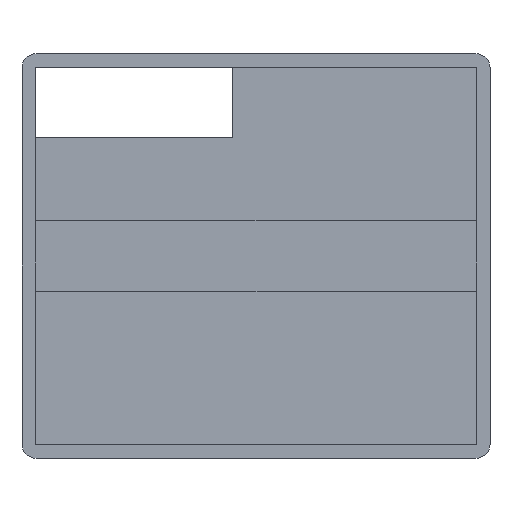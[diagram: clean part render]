
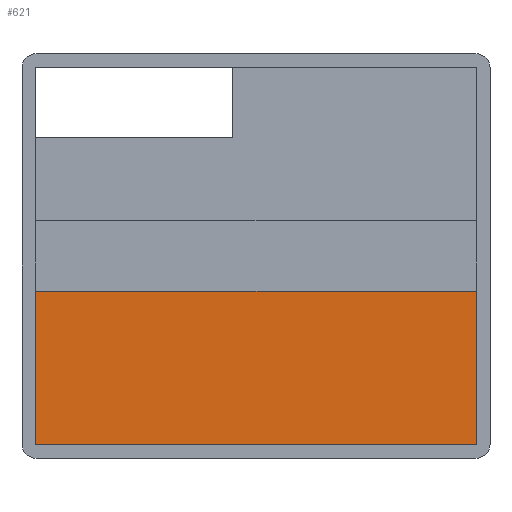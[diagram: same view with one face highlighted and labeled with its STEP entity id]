
A CAD part, top view. The second image highlights one B-rep face of the part: STEP entity #621.
In plain terms, the highlighted planar face has unit normal (0, 0, 1).
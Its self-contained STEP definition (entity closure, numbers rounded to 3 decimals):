
#61=FACE_OUTER_BOUND('',#96,.T.);
#96=EDGE_LOOP('',(#552,#553,#554,#555,#556,#557,#558,#559));
#97=LINE('',#842,#174);
#100=LINE('',#848,#177);
#103=LINE('',#854,#180);
#113=LINE('',#875,#190);
#120=LINE('',#888,#197);
#163=LINE('',#989,#240);
#164=LINE('',#992,#241);
#167=LINE('',#997,#244);
#174=VECTOR('',#681,10.);
#177=VECTOR('',#686,10.);
#180=VECTOR('',#691,10.);
#190=VECTOR('',#709,10.);
#197=VECTOR('',#718,10.);
#240=VECTOR('',#809,10.);
#241=VECTOR('',#812,10.);
#244=VECTOR('',#817,10.);
#251=VERTEX_POINT('',#840);
#252=VERTEX_POINT('',#841);
#254=VERTEX_POINT('',#847);
#256=VERTEX_POINT('',#853);
#263=VERTEX_POINT('',#874);
#268=VERTEX_POINT('',#886);
#302=VERTEX_POINT('',#987);
#303=VERTEX_POINT('',#991);
#305=EDGE_CURVE('',#251,#252,#97,.T.);
#308=EDGE_CURVE('',#254,#252,#100,.T.);
#311=EDGE_CURVE('',#254,#256,#103,.T.);
#321=EDGE_CURVE('',#263,#251,#113,.T.);
#328=EDGE_CURVE('',#256,#268,#120,.T.);
#379=EDGE_CURVE('',#268,#302,#163,.T.);
#380=EDGE_CURVE('',#302,#303,#164,.T.);
#383=EDGE_CURVE('',#303,#263,#167,.T.);
#552=ORIENTED_EDGE('',*,*,#321,.T.);
#553=ORIENTED_EDGE('',*,*,#305,.T.);
#554=ORIENTED_EDGE('',*,*,#308,.F.);
#555=ORIENTED_EDGE('',*,*,#311,.T.);
#556=ORIENTED_EDGE('',*,*,#328,.T.);
#557=ORIENTED_EDGE('',*,*,#379,.T.);
#558=ORIENTED_EDGE('',*,*,#380,.T.);
#559=ORIENTED_EDGE('',*,*,#383,.T.);
#588=PLANE('',#676);
#621=ADVANCED_FACE('',(#61),#588,.T.);
#676=AXIS2_PLACEMENT_3D('',#1010,#836,#837);
#681=DIRECTION('',(0.,1.,0.));
#686=DIRECTION('',(1.,0.,0.));
#691=DIRECTION('',(0.,-1.,0.));
#709=DIRECTION('',(-1.,0.,0.));
#718=DIRECTION('',(-1.,0.,0.));
#809=DIRECTION('',(0.,-1.,0.));
#812=DIRECTION('',(1.,0.,0.));
#817=DIRECTION('',(0.,1.,0.));
#836=DIRECTION('center_axis',(0.,0.,1.));
#837=DIRECTION('ref_axis',(1.,0.,0.));
#840=CARTESIAN_POINT('',(79.35,30.,1.));
#841=CARTESIAN_POINT('',(79.35,31.732,1.));
#842=CARTESIAN_POINT('',(79.35,31.732,1.));
#847=CARTESIAN_POINT('',(17.35,31.732,1.));
#848=CARTESIAN_POINT('',(48.35,31.732,1.));
#853=CARTESIAN_POINT('',(17.35,30.,1.));
#854=CARTESIAN_POINT('',(17.35,31.732,1.));
#874=CARTESIAN_POINT('',(79.7,30.,1.));
#875=CARTESIAN_POINT('',(32.675,30.,1.));
#886=CARTESIAN_POINT('',(17.,30.,1.));
#888=CARTESIAN_POINT('',(32.675,30.,1.));
#987=CARTESIAN_POINT('',(17.,8.15,1.));
#989=CARTESIAN_POINT('',(17.,8.15,1.));
#991=CARTESIAN_POINT('',(79.7,8.15,1.));
#992=CARTESIAN_POINT('',(79.7,8.15,1.));
#997=CARTESIAN_POINT('',(79.7,61.85,1.));
#1010=CARTESIAN_POINT('Origin',(48.35,35.,1.));
